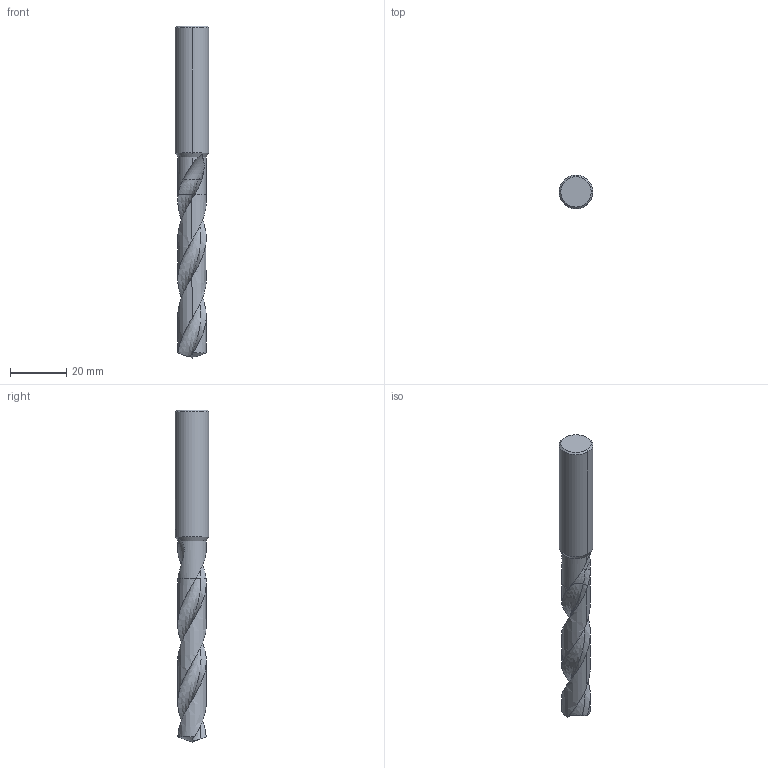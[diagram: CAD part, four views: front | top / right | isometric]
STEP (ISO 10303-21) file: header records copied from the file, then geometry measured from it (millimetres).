
FILE_DESCRIPTION(('no description'),'unknown implementation level');
FILE_NAME('solid_xEiAv1l7j214fCG38liPKcEdqo_1.STP',' ',('CIMSOURCE GmbH'),('CADClick - KiM GmbH - www.kimweb.de'),'unknown preprocess','ACIS','unknown authorization');
FILE_SCHEMA(('automotive_design'));
Length unit declared in the file: millimetre
Products named in the file (2): 1; 2
Bounding box: 12 x 12 x 118 mm (x, y, z)
Volume: 8710.8 mm3; surface area: 4464.7 mm2
Topology: 2 solids, 2 shells, 50 faces, 133 edges, 85 vertices
Faces by surface type: cylinder 14, cone 12, bspline 12, plane 8, revolution 4
Entity records: 10539 total; most frequent: CARTESIAN_POINT 7917, STYLED_ITEM 268, PRESENTATION_STYLE_ASSIGNMENT 268, COLOUR_RGB 268, ORIENTED_EDGE 262, DIRECTION 173, EDGE_CURVE 131, CURVE_STYLE 131
